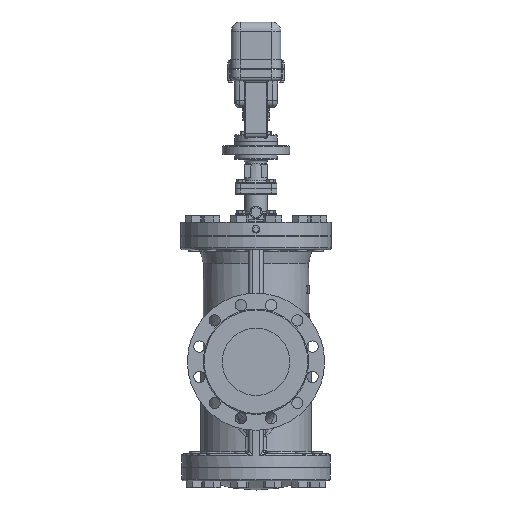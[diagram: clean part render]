
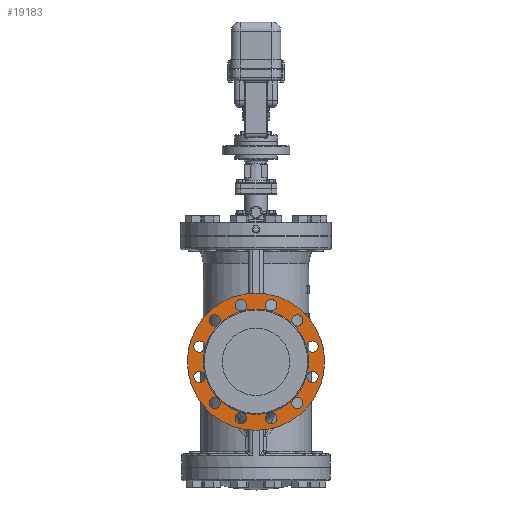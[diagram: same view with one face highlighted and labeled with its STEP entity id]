
A CAD part, left-side view. The second image highlights one B-rep face of the part: STEP entity #19183.
In plain terms, the highlighted planar face has unit normal (-1, 0, 0).
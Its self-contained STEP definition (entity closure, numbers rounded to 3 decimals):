
#526=FACE_BOUND('',#5900,.T.);
#527=FACE_BOUND('',#5901,.T.);
#528=FACE_BOUND('',#5902,.T.);
#529=FACE_BOUND('',#5903,.T.);
#530=FACE_BOUND('',#5904,.T.);
#531=FACE_BOUND('',#5905,.T.);
#532=FACE_BOUND('',#5906,.T.);
#533=FACE_BOUND('',#5907,.T.);
#534=FACE_BOUND('',#5908,.T.);
#535=FACE_BOUND('',#5909,.T.);
#536=FACE_BOUND('',#5910,.T.);
#537=FACE_BOUND('',#5911,.T.);
#538=FACE_BOUND('',#5912,.T.);
#864=PLANE('',#20444);
#4630=FACE_OUTER_BOUND('',#5899,.T.);
#5899=EDGE_LOOP('',(#13487));
#5900=EDGE_LOOP('',(#13488));
#5901=EDGE_LOOP('',(#13489));
#5902=EDGE_LOOP('',(#13490));
#5903=EDGE_LOOP('',(#13491));
#5904=EDGE_LOOP('',(#13492));
#5905=EDGE_LOOP('',(#13493));
#5906=EDGE_LOOP('',(#13494));
#5907=EDGE_LOOP('',(#13495));
#5908=EDGE_LOOP('',(#13496));
#5909=EDGE_LOOP('',(#13497));
#5910=EDGE_LOOP('',(#13498));
#5911=EDGE_LOOP('',(#13499));
#5912=EDGE_LOOP('',(#13500));
#7861=CIRCLE('',#20440,152.5);
#7862=CIRCLE('',#20442,117.);
#7864=CIRCLE('',#20445,12.5);
#7865=CIRCLE('',#20446,12.5);
#7866=CIRCLE('',#20447,12.5);
#7867=CIRCLE('',#20448,12.5);
#7868=CIRCLE('',#20449,12.5);
#7869=CIRCLE('',#20450,12.5);
#7870=CIRCLE('',#20451,12.5);
#7871=CIRCLE('',#20452,12.5);
#7872=CIRCLE('',#20453,12.5);
#7873=CIRCLE('',#20454,12.5);
#7874=CIRCLE('',#20455,12.5);
#7875=CIRCLE('',#20456,12.5);
#8721=VERTEX_POINT('',#28510);
#8722=VERTEX_POINT('',#28513);
#8724=VERTEX_POINT('',#28518);
#8725=VERTEX_POINT('',#28520);
#8726=VERTEX_POINT('',#28522);
#8727=VERTEX_POINT('',#28524);
#8728=VERTEX_POINT('',#28526);
#8729=VERTEX_POINT('',#28528);
#8730=VERTEX_POINT('',#28530);
#8731=VERTEX_POINT('',#28532);
#8732=VERTEX_POINT('',#28534);
#8733=VERTEX_POINT('',#28536);
#8734=VERTEX_POINT('',#28538);
#8735=VERTEX_POINT('',#28540);
#10616=EDGE_CURVE('',#8721,#8721,#7861,.T.);
#10617=EDGE_CURVE('',#8722,#8722,#7862,.T.);
#10619=EDGE_CURVE('',#8724,#8724,#7864,.T.);
#10620=EDGE_CURVE('',#8725,#8725,#7865,.T.);
#10621=EDGE_CURVE('',#8726,#8726,#7866,.T.);
#10622=EDGE_CURVE('',#8727,#8727,#7867,.T.);
#10623=EDGE_CURVE('',#8728,#8728,#7868,.T.);
#10624=EDGE_CURVE('',#8729,#8729,#7869,.T.);
#10625=EDGE_CURVE('',#8730,#8730,#7870,.T.);
#10626=EDGE_CURVE('',#8731,#8731,#7871,.T.);
#10627=EDGE_CURVE('',#8732,#8732,#7872,.T.);
#10628=EDGE_CURVE('',#8733,#8733,#7873,.T.);
#10629=EDGE_CURVE('',#8734,#8734,#7874,.T.);
#10630=EDGE_CURVE('',#8735,#8735,#7875,.T.);
#13487=ORIENTED_EDGE('',*,*,#10616,.F.);
#13488=ORIENTED_EDGE('',*,*,#10619,.F.);
#13489=ORIENTED_EDGE('',*,*,#10620,.F.);
#13490=ORIENTED_EDGE('',*,*,#10621,.F.);
#13491=ORIENTED_EDGE('',*,*,#10622,.F.);
#13492=ORIENTED_EDGE('',*,*,#10623,.F.);
#13493=ORIENTED_EDGE('',*,*,#10624,.F.);
#13494=ORIENTED_EDGE('',*,*,#10625,.F.);
#13495=ORIENTED_EDGE('',*,*,#10626,.F.);
#13496=ORIENTED_EDGE('',*,*,#10627,.F.);
#13497=ORIENTED_EDGE('',*,*,#10628,.F.);
#13498=ORIENTED_EDGE('',*,*,#10629,.F.);
#13499=ORIENTED_EDGE('',*,*,#10630,.F.);
#13500=ORIENTED_EDGE('',*,*,#10617,.F.);
#19183=ADVANCED_FACE('',(#4630,#526,#527,#528,#529,#530,#531,#532,#533,
#534,#535,#536,#537,#538),#864,.T.);
#20440=AXIS2_PLACEMENT_3D('',#28511,#22495,#22496);
#20442=AXIS2_PLACEMENT_3D('',#28514,#22499,#22500);
#20444=AXIS2_PLACEMENT_3D('',#28517,#22503,#22504);
#20445=AXIS2_PLACEMENT_3D('',#28519,#22505,#22506);
#20446=AXIS2_PLACEMENT_3D('',#28521,#22507,#22508);
#20447=AXIS2_PLACEMENT_3D('',#28523,#22509,#22510);
#20448=AXIS2_PLACEMENT_3D('',#28525,#22511,#22512);
#20449=AXIS2_PLACEMENT_3D('',#28527,#22513,#22514);
#20450=AXIS2_PLACEMENT_3D('',#28529,#22515,#22516);
#20451=AXIS2_PLACEMENT_3D('',#28531,#22517,#22518);
#20452=AXIS2_PLACEMENT_3D('',#28533,#22519,#22520);
#20453=AXIS2_PLACEMENT_3D('',#28535,#22521,#22522);
#20454=AXIS2_PLACEMENT_3D('',#28537,#22523,#22524);
#20455=AXIS2_PLACEMENT_3D('',#28539,#22525,#22526);
#20456=AXIS2_PLACEMENT_3D('',#28541,#22527,#22528);
#22495=DIRECTION('center_axis',(1.,0.,0.));
#22496=DIRECTION('ref_axis',(0.,0.,-1.));
#22499=DIRECTION('center_axis',(-1.,0.,0.));
#22500=DIRECTION('ref_axis',(0.,0.,
-1.));
#22503=DIRECTION('center_axis',(-1.,0.,0.));
#22504=DIRECTION('ref_axis',(0.,0.,1.));
#22505=DIRECTION('center_axis',(-1.,0.,0.));
#22506=DIRECTION('ref_axis',(0.,-0.5,-0.866));
#22507=DIRECTION('center_axis',(-1.,0.,0.));
#22508=DIRECTION('ref_axis',(0.,0.,
-1.));
#22509=DIRECTION('center_axis',(-1.,0.,0.));
#22510=DIRECTION('ref_axis',(0.,0.5,-0.866));
#22511=DIRECTION('center_axis',(-1.,0.,0.));
#22512=DIRECTION('ref_axis',(0.,0.866,-0.5));
#22513=DIRECTION('center_axis',(-1.,0.,0.));
#22514=DIRECTION('ref_axis',(0.,1.,0.));
#22515=DIRECTION('center_axis',(-1.,0.,0.));
#22516=DIRECTION('ref_axis',(0.,0.866,0.5));
#22517=DIRECTION('center_axis',(-1.,0.,0.));
#22518=DIRECTION('ref_axis',(0.,0.5,0.866));
#22519=DIRECTION('center_axis',(-1.,0.,0.));
#22520=DIRECTION('ref_axis',(0.,0.,1.));
#22521=DIRECTION('center_axis',(-1.,0.,0.));
#22522=DIRECTION('ref_axis',(0.,-0.866,-0.5));
#22523=DIRECTION('center_axis',(-1.,0.,0.));
#22524=DIRECTION('ref_axis',(0.,-1.,0.));
#22525=DIRECTION('center_axis',(-1.,0.,0.));
#22526=DIRECTION('ref_axis',(0.,-0.866,0.5));
#22527=DIRECTION('center_axis',(-1.,0.,0.));
#22528=DIRECTION('ref_axis',(0.,-0.5,0.866));
#28510=CARTESIAN_POINT('',(-304.,0.,152.5));
#28511=CARTESIAN_POINT('Origin',(-304.,0.,0.));
#28513=CARTESIAN_POINT('',(-304.,0.,117.));
#28514=CARTESIAN_POINT('Origin',(-304.,0.,0.));
#28517=CARTESIAN_POINT('Origin',(-304.,0.,0.));
#28518=CARTESIAN_POINT('',(-304.,-33.646,-113.07));
#28519=CARTESIAN_POINT('Origin',(-304.,-33.646,-125.57));
#28520=CARTESIAN_POINT('',(-304.,33.646,-113.07));
#28521=CARTESIAN_POINT('Origin',(-304.,33.646,-125.57));
#28522=CARTESIAN_POINT('',(-304.,91.924,-79.424));
#28523=CARTESIAN_POINT('Origin',(-304.,91.924,-91.924));
#28524=CARTESIAN_POINT('',(-304.,125.57,-21.146));
#28525=CARTESIAN_POINT('Origin',(-304.,125.57,-33.646));
#28526=CARTESIAN_POINT('',(-304.,125.57,46.146));
#28527=CARTESIAN_POINT('Origin',(-304.,125.57,33.646));
#28528=CARTESIAN_POINT('',(-304.,91.924,104.424));
#28529=CARTESIAN_POINT('Origin',(-304.,91.924,91.924));
#28530=CARTESIAN_POINT('',(-304.,33.646,138.07));
#28531=CARTESIAN_POINT('Origin',(-304.,33.646,125.57));
#28532=CARTESIAN_POINT('',(-304.,-33.646,138.07));
#28533=CARTESIAN_POINT('Origin',(-304.,-33.646,125.57));
#28534=CARTESIAN_POINT('',(-304.,-81.099,-85.674));
#28535=CARTESIAN_POINT('Origin',(-304.,-91.924,-91.924));
#28536=CARTESIAN_POINT('',(-304.,-113.07,-33.646));
#28537=CARTESIAN_POINT('Origin',(-304.,-125.57,-33.646));
#28538=CARTESIAN_POINT('',(-304.,-114.745,27.396));
#28539=CARTESIAN_POINT('Origin',(-304.,-125.57,33.646));
#28540=CARTESIAN_POINT('',(-304.,-85.674,81.099));
#28541=CARTESIAN_POINT('Origin',(-304.,-91.924,91.924));
